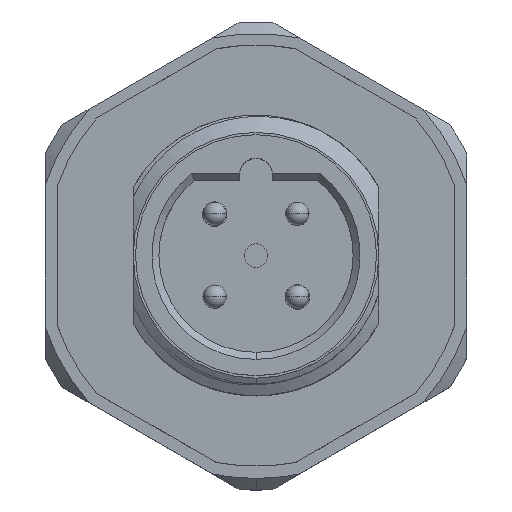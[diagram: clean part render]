
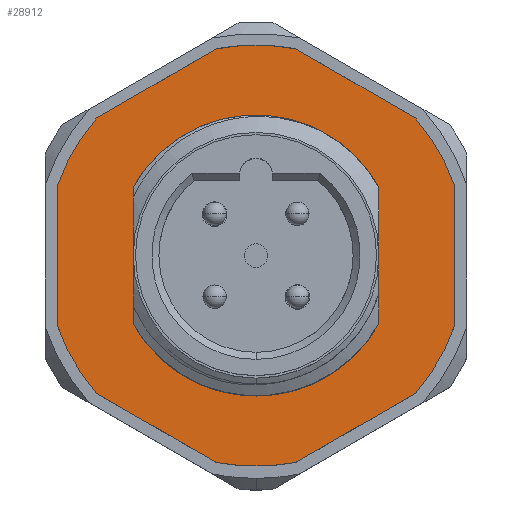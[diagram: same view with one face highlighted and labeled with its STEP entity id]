
A CAD part, top view. The second image highlights one B-rep face of the part: STEP entity #28912.
In plain terms, the highlighted planar face has unit normal (0, 0, 1).
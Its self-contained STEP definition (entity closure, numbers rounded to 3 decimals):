
#21 = CARTESIAN_POINT ( 'NONE',  ( 0., 0., 0. ) ) ;
#507 = DIRECTION ( 'NONE',  ( 0., 0., 1. ) ) ;
#873 = CARTESIAN_POINT ( 'NONE',  ( 1.688, -8.84, 0. ) ) ;
#948 = DIRECTION ( 'NONE',  ( 0., 0., 1. ) ) ;
#1092 = DIRECTION ( 'NONE',  ( 0., 0., 1. ) ) ;
#2092 = AXIS2_PLACEMENT_3D ( 'NONE', #3271, #13319, #30652 ) ;
#2267 = CIRCLE ( 'NONE', #13863, 9. ) ;
#2349 = DIRECTION ( 'NONE',  ( 1., 0., 0. ) ) ;
#2418 = ORIENTED_EDGE ( 'NONE', *, *, #28497, .T. ) ;
#2983 = CARTESIAN_POINT ( 'NONE',  ( -8.5, 2.958, 0. ) ) ;
#3161 = CARTESIAN_POINT ( 'NONE',  ( 8.5, -2.958, 0. ) ) ;
#3245 = DIRECTION ( 'NONE',  ( 0., -1., 0. ) ) ;
#3271 = CARTESIAN_POINT ( 'NONE',  ( 0., 0., 0. ) ) ;
#3405 = DIRECTION ( 'NONE',  ( -0.866, 0.5, 0. ) ) ;
#3628 = EDGE_CURVE ( 'NONE', #30492, #14559, #15777, .T. ) ;
#3639 = CARTESIAN_POINT ( 'NONE',  ( 6.812, -5.882, 0. ) ) ;
#3750 = EDGE_CURVE ( 'NONE', #30295, #10311, #10983, .T. ) ;
#4318 = DIRECTION ( 'NONE',  ( -0.757, 0.654, 0. ) ) ;
#4894 = EDGE_CURVE ( 'NONE', #24107, #30492, #13777, .T. ) ;
#5503 = VECTOR ( 'NONE', #19946, 1000. ) ;
#5509 = CARTESIAN_POINT ( 'NONE',  ( 0., 0., 0. ) ) ;
#5695 = AXIS2_PLACEMENT_3D ( 'NONE', #18102, #948, #12833 ) ;
#5981 = VERTEX_POINT ( 'NONE', #30969 ) ;
#6477 = LINE ( 'NONE', #873, #20993 ) ;
#7039 = CARTESIAN_POINT ( 'NONE',  ( -6.812, 5.882, 0. ) ) ;
#7127 = CARTESIAN_POINT ( 'NONE',  ( 6.812, 5.882, 0. ) ) ;
#7213 = VERTEX_POINT ( 'NONE', #30737 ) ;
#7301 = CIRCLE ( 'NONE', #27342, 5.25 ) ;
#7574 = CARTESIAN_POINT ( 'NONE',  ( 8.5, 2.958, 0. ) ) ;
#7812 = DIRECTION ( 'NONE',  ( 0., 0., -1. ) ) ;
#7887 = FACE_OUTER_BOUND ( 'NONE', #13625, .T. ) ;
#8093 = CARTESIAN_POINT ( 'NONE',  ( -6.812, -5.882, 0. ) ) ;
#8358 = VERTEX_POINT ( 'NONE', #19881 ) ;
#8365 = CIRCLE ( 'NONE', #17313, 5.25 ) ;
#8513 = VERTEX_POINT ( 'NONE', #8093 ) ;
#8719 = VERTEX_POINT ( 'NONE', #3639 ) ;
#8975 = VERTEX_POINT ( 'NONE', #21361 ) ;
#8978 = CARTESIAN_POINT ( 'NONE',  ( 1.688, 8.84, 0. ) ) ;
#9848 = ORIENTED_EDGE ( 'NONE', *, *, #31087, .T. ) ;
#10270 = ORIENTED_EDGE ( 'NONE', *, *, #16829, .T. ) ;
#10311 = VERTEX_POINT ( 'NONE', #8978 ) ;
#10662 = LINE ( 'NONE', #28316, #14105 ) ;
#10689 = EDGE_CURVE ( 'NONE', #8719, #32523, #12096, .T. ) ;
#10957 = ORIENTED_EDGE ( 'NONE', *, *, #3750, .T. ) ;
#10983 = LINE ( 'NONE', #25993, #19586 ) ;
#11041 = VERTEX_POINT ( 'NONE', #26881 ) ;
#11091 = EDGE_CURVE ( 'NONE', #10311, #7213, #2267, .T. ) ;
#11474 = ORIENTED_EDGE ( 'NONE', *, *, #10689, .T. ) ;
#11809 = VERTEX_POINT ( 'NONE', #7574 ) ;
#12096 = CIRCLE ( 'NONE', #30536, 9. ) ;
#12395 = DIRECTION ( 'NONE',  ( 0.757, -0.654, 0. ) ) ;
#12833 = DIRECTION ( 'NONE',  ( 1., 0., 0. ) ) ;
#13169 = EDGE_CURVE ( 'NONE', #14559, #8513, #27624, .T. ) ;
#13179 = EDGE_LOOP ( 'NONE', ( #28531, #17399 ) ) ;
#13319 = DIRECTION ( 'NONE',  ( 0., 0., 1. ) ) ;
#13625 = EDGE_LOOP ( 'NONE', ( #10270, #24478, #16226, #29878, #2418, #9848, #21064, #11474, #18749, #18335, #10957, #14738 ) ) ;
#13682 = LINE ( 'NONE', #24068, #25171 ) ;
#13777 = CIRCLE ( 'NONE', #26423, 9. ) ;
#13863 = AXIS2_PLACEMENT_3D ( 'NONE', #32003, #24565, #29520 ) ;
#14105 = VECTOR ( 'NONE', #18577, 1000. ) ;
#14559 = VERTEX_POINT ( 'NONE', #27652 ) ;
#14738 = ORIENTED_EDGE ( 'NONE', *, *, #11091, .T. ) ;
#15170 = CIRCLE ( 'NONE', #32048, 9. ) ;
#15777 = LINE ( 'NONE', #28630, #20650 ) ;
#16226 = ORIENTED_EDGE ( 'NONE', *, *, #3628, .T. ) ;
#16253 = DIRECTION ( 'NONE',  ( 0.944, 0.329, 0. ) ) ;
#16829 = EDGE_CURVE ( 'NONE', #7213, #24107, #10662, .T. ) ;
#16845 = CARTESIAN_POINT ( 'NONE',  ( 0., 0., 0. ) ) ;
#17313 = AXIS2_PLACEMENT_3D ( 'NONE', #5509, #7812, #27948 ) ;
#17399 = ORIENTED_EDGE ( 'NONE', *, *, #30317, .T. ) ;
#18102 = CARTESIAN_POINT ( 'NONE',  ( 0., 0., 0. ) ) ;
#18335 = ORIENTED_EDGE ( 'NONE', *, *, #18457, .T. ) ;
#18457 = EDGE_CURVE ( 'NONE', #11809, #30295, #15170, .T. ) ;
#18577 = DIRECTION ( 'NONE',  ( -0.866, -0.5, 0. ) ) ;
#18749 = ORIENTED_EDGE ( 'NONE', *, *, #27696, .T. ) ;
#18848 = EDGE_CURVE ( 'NONE', #5981, #8358, #8365, .T. ) ;
#19586 = VECTOR ( 'NONE', #3405, 1000. ) ;
#19881 = CARTESIAN_POINT ( 'NONE',  ( 5.25, 0., 0. ) ) ;
#19946 = DIRECTION ( 'NONE',  ( 0., 1., 0. ) ) ;
#20109 = LINE ( 'NONE', #22755, #5503 ) ;
#20650 = VECTOR ( 'NONE', #3245, 1000. ) ;
#20738 = FACE_BOUND ( 'NONE', #13179, .T. ) ;
#20993 = VECTOR ( 'NONE', #29235, 1000. ) ;
#21064 = ORIENTED_EDGE ( 'NONE', *, *, #30092, .T. ) ;
#21361 = CARTESIAN_POINT ( 'NONE',  ( -1.688, -8.84, 0. ) ) ;
#22457 = DIRECTION ( 'NONE',  ( 0., 0., -1. ) ) ;
#22755 = CARTESIAN_POINT ( 'NONE',  ( 8.5, -2.958, 0. ) ) ;
#23529 = PLANE ( 'NONE',  #5695 ) ;
#24068 = CARTESIAN_POINT ( 'NONE',  ( -6.812, -5.882, 0. ) ) ;
#24107 = VERTEX_POINT ( 'NONE', #7039 ) ;
#24478 = ORIENTED_EDGE ( 'NONE', *, *, #4894, .T. ) ;
#24565 = DIRECTION ( 'NONE',  ( 0., 0., 1. ) ) ;
#24979 = AXIS2_PLACEMENT_3D ( 'NONE', #25356, #31776, #26648 ) ;
#25171 = VECTOR ( 'NONE', #29185, 1000. ) ;
#25356 = CARTESIAN_POINT ( 'NONE',  ( 0., 0., 0. ) ) ;
#25993 = CARTESIAN_POINT ( 'NONE',  ( 6.812, 5.882, 0. ) ) ;
#26423 = AXIS2_PLACEMENT_3D ( 'NONE', #16845, #26908, #4318 ) ;
#26648 = DIRECTION ( 'NONE',  ( -0.944, -0.329, 0. ) ) ;
#26881 = CARTESIAN_POINT ( 'NONE',  ( 1.688, -8.84, 0. ) ) ;
#26908 = DIRECTION ( 'NONE',  ( 0., 0., 1. ) ) ;
#27342 = AXIS2_PLACEMENT_3D ( 'NONE', #32044, #22457, #2349 ) ;
#27624 = CIRCLE ( 'NONE', #24979, 9. ) ;
#27652 = CARTESIAN_POINT ( 'NONE',  ( -8.5, -2.958, 0. ) ) ;
#27696 = EDGE_CURVE ( 'NONE', #32523, #11809, #20109, .T. ) ;
#27948 = DIRECTION ( 'NONE',  ( -1., 0., 0. ) ) ;
#28316 = CARTESIAN_POINT ( 'NONE',  ( -1.688, 8.84, 0. ) ) ;
#28497 = EDGE_CURVE ( 'NONE', #8513, #8975, #13682, .T. ) ;
#28531 = ORIENTED_EDGE ( 'NONE', *, *, #18848, .T. ) ;
#28630 = CARTESIAN_POINT ( 'NONE',  ( -8.5, 2.958, 0. ) ) ;
#28786 = CARTESIAN_POINT ( 'NONE',  ( 0., 0., 0. ) ) ;
#28912 = ADVANCED_FACE ( 'NONE', ( #20738, #7887 ), #23529, .T. ) ;
#29185 = DIRECTION ( 'NONE',  ( 0.866, -0.5, 0. ) ) ;
#29235 = DIRECTION ( 'NONE',  ( 0.866, 0.5, 0. ) ) ;
#29520 = DIRECTION ( 'NONE',  ( 0.188, 0.982, 0. ) ) ;
#29878 = ORIENTED_EDGE ( 'NONE', *, *, #13169, .T. ) ;
#30092 = EDGE_CURVE ( 'NONE', #11041, #8719, #6477, .T. ) ;
#30295 = VERTEX_POINT ( 'NONE', #7127 ) ;
#30317 = EDGE_CURVE ( 'NONE', #8358, #5981, #7301, .T. ) ;
#30492 = VERTEX_POINT ( 'NONE', #2983 ) ;
#30536 = AXIS2_PLACEMENT_3D ( 'NONE', #21, #507, #12395 ) ;
#30652 = DIRECTION ( 'NONE',  ( -0.188, -0.982, 0. ) ) ;
#30737 = CARTESIAN_POINT ( 'NONE',  ( -1.688, 8.84, 0. ) ) ;
#30969 = CARTESIAN_POINT ( 'NONE',  ( -5.25, 0., 0. ) ) ;
#31087 = EDGE_CURVE ( 'NONE', #8975, #11041, #32117, .T. ) ;
#31776 = DIRECTION ( 'NONE',  ( 0., 0., 1. ) ) ;
#32003 = CARTESIAN_POINT ( 'NONE',  ( 0., 0., 0. ) ) ;
#32044 = CARTESIAN_POINT ( 'NONE',  ( 0., 0., 0. ) ) ;
#32048 = AXIS2_PLACEMENT_3D ( 'NONE', #28786, #1092, #16253 ) ;
#32117 = CIRCLE ( 'NONE', #2092, 9. ) ;
#32523 = VERTEX_POINT ( 'NONE', #3161 ) ;
